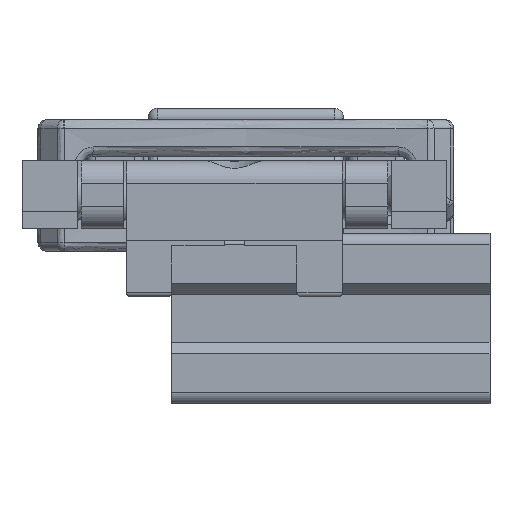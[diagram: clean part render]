
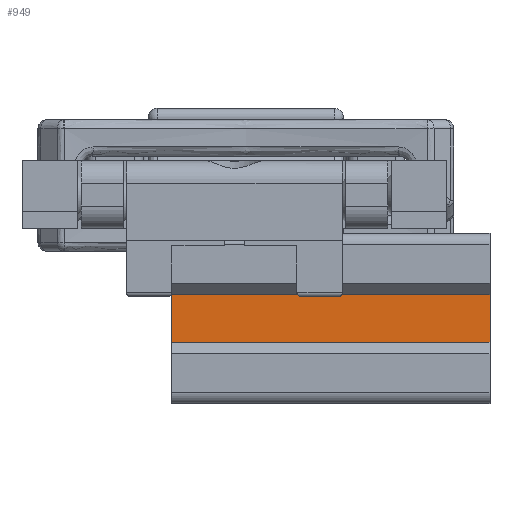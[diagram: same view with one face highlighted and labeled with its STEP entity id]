
A CAD part, left-side view. The second image highlights one B-rep face of the part: STEP entity #949.
In plain terms, the highlighted planar face has unit normal (-1, 0, 0).
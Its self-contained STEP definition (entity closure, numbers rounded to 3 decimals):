
#893=CARTESIAN_POINT('',(30.,3.5,22.2));
#894=VERTEX_POINT('',#893);
#901=CARTESIAN_POINT('',(30.,-24.5,22.2));
#902=VERTEX_POINT('',#901);
#903=CARTESIAN_POINT('',(30.,-24.5,22.2));
#904=DIRECTION('',(0.,1.,-0.));
#905=VECTOR('',#904,28.);
#906=LINE('',#903,#905);
#907=EDGE_CURVE('',#902,#894,#906,.T.);
#919=CARTESIAN_POINT('',(30.,-6.5,20.1));
#920=DIRECTION('',(-1.,0.,0.));
#921=DIRECTION('',(0.,-1.,0.));
#922=AXIS2_PLACEMENT_3D('',#919,#920,#921);
#923=PLANE('',#922);
#924=CARTESIAN_POINT('',(30.,3.5,18.));
#925=VERTEX_POINT('',#924);
#926=CARTESIAN_POINT('',(30.,3.5,18.));
#927=DIRECTION('',(0.,0.,1.));
#928=VECTOR('',#927,4.2);
#929=LINE('',#926,#928);
#930=EDGE_CURVE('',#925,#894,#929,.T.);
#931=ORIENTED_EDGE('',*,*,#930,.F.);
#932=CARTESIAN_POINT('',(30.,-24.5,18.));
#933=VERTEX_POINT('',#932);
#934=CARTESIAN_POINT('',(30.,-24.5,18.));
#935=DIRECTION('',(0.,1.,-0.));
#936=VECTOR('',#935,28.);
#937=LINE('',#934,#936);
#938=EDGE_CURVE('',#933,#925,#937,.T.);
#939=ORIENTED_EDGE('',*,*,#938,.F.);
#940=CARTESIAN_POINT('',(30.,-24.5,18.));
#941=DIRECTION('',(0.,0.,1.));
#942=VECTOR('',#941,4.2);
#943=LINE('',#940,#942);
#944=EDGE_CURVE('',#933,#902,#943,.T.);
#945=ORIENTED_EDGE('',*,*,#944,.T.);
#946=ORIENTED_EDGE('',*,*,#907,.T.);
#947=EDGE_LOOP('',(#931,#939,#945,#946));
#948=FACE_BOUND('',#947,.T.);
#949=ADVANCED_FACE('',(#948),#923,.T.);
